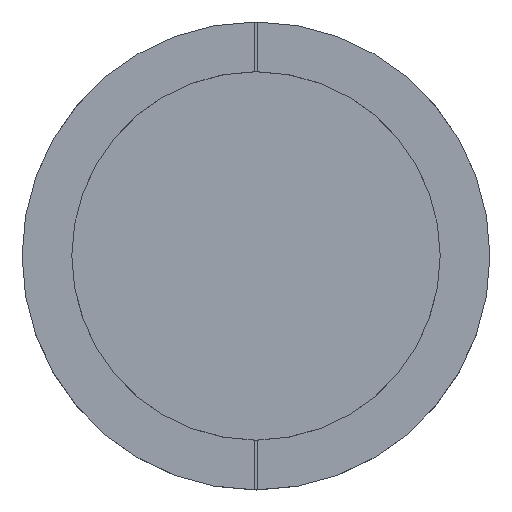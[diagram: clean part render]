
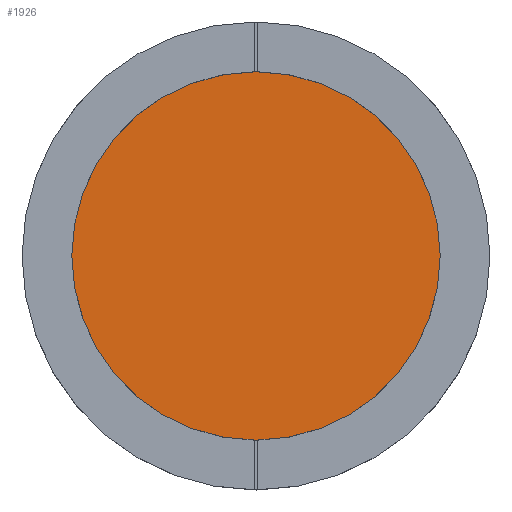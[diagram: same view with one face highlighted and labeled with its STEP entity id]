
A CAD part, top view. The second image highlights one B-rep face of the part: STEP entity #1926.
In plain terms, the highlighted planar face has unit normal (0, 0, 1).
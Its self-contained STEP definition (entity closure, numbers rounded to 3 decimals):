
#65 = CIRCLE ( 'NONE', #1319, 11.25 ) ;
#191 = VECTOR ( 'NONE', #1574, 1000. ) ;
#207 = CARTESIAN_POINT ( 'NONE',  ( 19.139, -103.438, -42.317 ) ) ;
#269 = CIRCLE ( 'NONE', #340, 11.25 ) ;
#340 = AXIS2_PLACEMENT_3D ( 'NONE', #1543, #1211, #1835 ) ;
#380 = VERTEX_POINT ( 'NONE', #1278 ) ;
#542 = AXIS2_PLACEMENT_3D ( 'NONE', #207, #831, #1899 ) ;
#737 = AXIS2_PLACEMENT_3D ( 'NONE', #967, #1785, #988 ) ;
#786 = CARTESIAN_POINT ( 'NONE',  ( 16.645, -92.468, -42.317 ) ) ;
#810 = FACE_OUTER_BOUND ( 'NONE', #834, .T. ) ;
#831 = DIRECTION ( 'NONE',  ( 0., 0., 1. ) ) ;
#834 = EDGE_LOOP ( 'NONE', ( #1043, #978, #840, #1738 ) ) ;
#840 = ORIENTED_EDGE ( 'NONE', *, *, #847, .T. ) ;
#847 = EDGE_CURVE ( 'NONE', #1868, #1839, #269, .T. ) ;
#904 = EDGE_CURVE ( 'NONE', #380, #1868, #65, .T. ) ;
#967 = CARTESIAN_POINT ( 'NONE',  ( 19.139, -103.438, -42.317 ) ) ;
#978 = ORIENTED_EDGE ( 'NONE', *, *, #904, .T. ) ;
#988 = DIRECTION ( 'NONE',  ( -1., 0., 0. ) ) ;
#1043 = ORIENTED_EDGE ( 'NONE', *, *, #1924, .T. ) ;
#1045 = CARTESIAN_POINT ( 'NONE',  ( 19.139, -103.438, -42.317 ) ) ;
#1107 = CARTESIAN_POINT ( 'NONE',  ( 30.389, -103.438, -42.317 ) ) ;
#1211 = DIRECTION ( 'NONE',  ( 0., 0., 1. ) ) ;
#1275 = EDGE_CURVE ( 'NONE', #1839, #1338, #1549, .T. ) ;
#1278 = CARTESIAN_POINT ( 'NONE',  ( 7.889, -103.438, -42.317 ) ) ;
#1291 = CARTESIAN_POINT ( 'NONE',  ( 21.634, -92.468, -42.317 ) ) ;
#1319 = AXIS2_PLACEMENT_3D ( 'NONE', #1045, #1692, #2015 ) ;
#1338 = VERTEX_POINT ( 'NONE', #786 ) ;
#1432 = CARTESIAN_POINT ( 'NONE',  ( 16.645, -92.468, -42.317 ) ) ;
#1543 = CARTESIAN_POINT ( 'NONE',  ( 19.139, -103.438, -42.317 ) ) ;
#1549 = LINE ( 'NONE', #1432, #191 ) ;
#1574 = DIRECTION ( 'NONE',  ( -1., 0., 0. ) ) ;
#1591 = PLANE ( 'NONE',  #542 ) ;
#1635 = CIRCLE ( 'NONE', #737, 11.25 ) ;
#1692 = DIRECTION ( 'NONE',  ( 0., 0., 1. ) ) ;
#1738 = ORIENTED_EDGE ( 'NONE', *, *, #1275, .T. ) ;
#1785 = DIRECTION ( 'NONE',  ( 0., 0., 1. ) ) ;
#1835 = DIRECTION ( 'NONE',  ( -1., 0., 0. ) ) ;
#1839 = VERTEX_POINT ( 'NONE', #1291 ) ;
#1868 = VERTEX_POINT ( 'NONE', #1107 ) ;
#1899 = DIRECTION ( 'NONE',  ( -1., 0., 0. ) ) ;
#1924 = EDGE_CURVE ( 'NONE', #1338, #380, #1635, .T. ) ;
#1926 = ADVANCED_FACE ( 'NONE', ( #810 ), #1591, .T. ) ;
#2015 = DIRECTION ( 'NONE',  ( -1., 0., 0. ) ) ;
